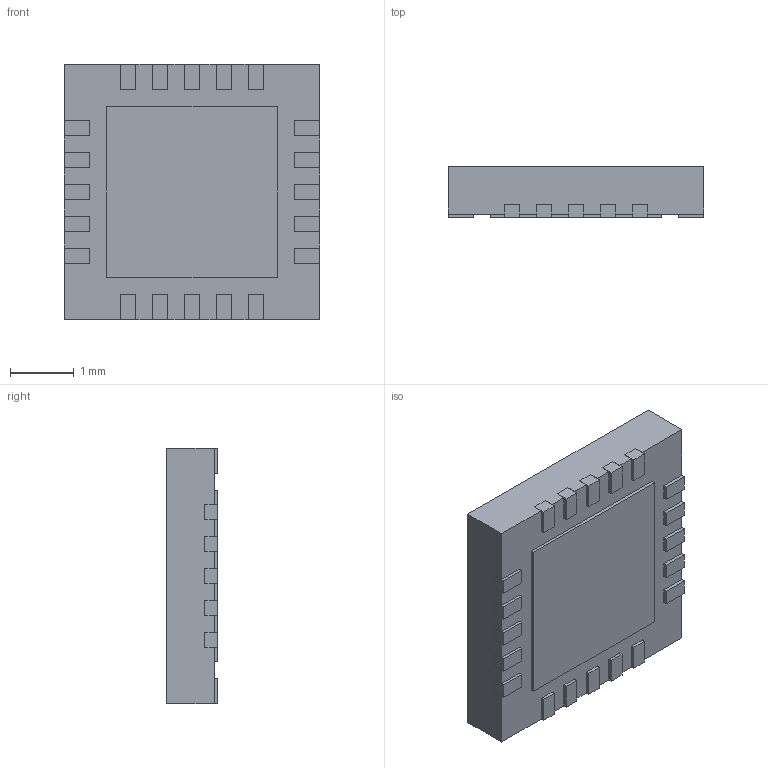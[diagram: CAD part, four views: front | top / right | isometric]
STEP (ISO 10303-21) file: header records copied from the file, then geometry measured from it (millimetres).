
FILE_DESCRIPTION (( 'STEP AP214' ), '1' );
FILE_NAME ('TUSS4470TRTJR.STEP', '2020-12-18T09:00:37', ( '' ), ( '' ), 'SwSTEP 2.0', 'SolidWorks 2018', '' );
FILE_SCHEMA (( 'AUTOMOTIVE_DESIGN' ));
Length unit declared in the file: millimetre
Products named in the file (1): TUSS4470TRTJR
Bounding box: 4 x 0.8 x 4 mm (x, y, z)
Volume: 12.5 mm3; surface area: 73.4 mm2
Topology: 22 solids, 22 shells, 217 faces, 516 edges, 344 vertices
Faces by surface type: plane 217
Entity records: 6353 total; most frequent: CARTESIAN_POINT 1078, ORIENTED_EDGE 1032, DIRECTION 952, EDGE_CURVE 516, VECTOR 516, LINE 516, VERTEX_POINT 344, AXIS2_PLACEMENT_3D 218
